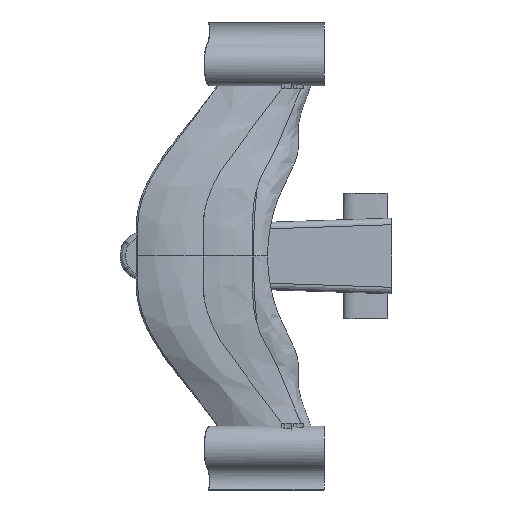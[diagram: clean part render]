
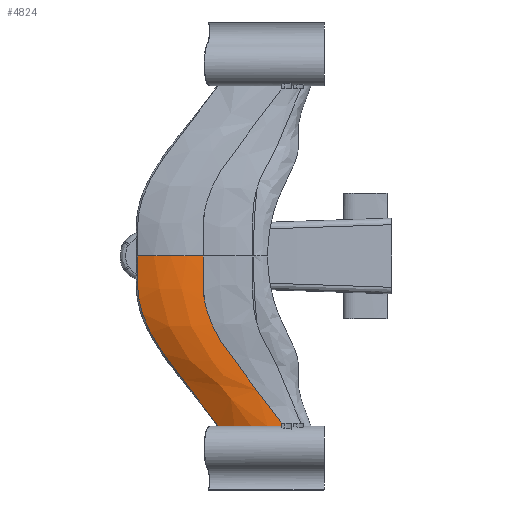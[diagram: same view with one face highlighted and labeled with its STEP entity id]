
A CAD part, front view. The second image highlights one B-rep face of the part: STEP entity #4824.
In plain terms, the highlighted free-form (B-spline) face has degree [3, 3] with [4, 6] control points.
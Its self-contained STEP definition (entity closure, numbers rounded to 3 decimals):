
#121 = EDGE_CURVE ( 'NONE', #10989, #3296, #9350, .T. ) ;
#172 = CARTESIAN_POINT ( 'NONE',  ( -536.306, 410.809, -650. ) ) ;
#283 = CARTESIAN_POINT ( 'NONE',  ( -413.071, 61.935, -650. ) ) ;
#364 = DIRECTION ( 'NONE',  ( 0., 0., 1. ) ) ;
#807 = CARTESIAN_POINT ( 'NONE',  ( -693.412, -5.231, -479.915 ) ) ;
#1001 = ORIENTED_EDGE ( 'NONE', *, *, #9435, .T. ) ;
#1056 = CARTESIAN_POINT ( 'NONE',  ( -810.071, -76.222, -312.752 ) ) ;
#1348 = CARTESIAN_POINT ( 'NONE',  ( -494.023, 33.339, -650. ) ) ;
#1425 = AXIS2_PLACEMENT_3D ( 'NONE', #7053, #364, #11594 ) ;
#1590 = CARTESIAN_POINT ( 'NONE',  ( -663.071, 63.202, -650. ) ) ;
#1653 = CARTESIAN_POINT ( 'NONE',  ( -721.038, -43.02, 0. ) ) ;
#1930 = CARTESIAN_POINT ( 'NONE',  ( -801.415, -73.219, -20.833 ) ) ;
#1935 = B_SPLINE_SURFACE_WITH_KNOTS ( 'NONE', 3, 3, ( 
 ( #7808, #2152, #8750, #3104, #9703, #4053 ),
 ( #11165, #1930, #11773, #1056, #2299, #1348 ),
 ( #4006, #4055, #7277, #5379, #807, #10223 ),
 ( #4519, #8338, #6367, #5459, #5499, #1590 ) ),
 .UNSPECIFIED., .F., .F., .F.,
 ( 4, 4 ),
 ( 4, 1, 1, 4 ),
 ( 0., 1. ),
 ( 0., 0.084, 0.168, 1. ),
 .UNSPECIFIED. ) ;
#2152 = CARTESIAN_POINT ( 'NONE',  ( -721.038, -43.02, -20.833 ) ) ;
#2299 = CARTESIAN_POINT ( 'NONE',  ( -605.03, -5.087, -479.902 ) ) ;
#2395 = ORIENTED_EDGE ( 'NONE', *, *, #5091, .T. ) ;
#2723 = CARTESIAN_POINT ( 'NONE',  ( -721.038, -43.02, -20.833 ) ) ;
#3104 = CARTESIAN_POINT ( 'NONE',  ( -729.719, -45.979, -312.753 ) ) ;
#3296 = VERTEX_POINT ( 'NONE', #4695 ) ;
#3390 = CARTESIAN_POINT ( 'NONE',  ( -970.522, -46.521, -62.35 ) ) ;
#3678 = CARTESIAN_POINT ( 'NONE',  ( -729.719, -45.979, -312.753 ) ) ;
#3745 = FACE_OUTER_BOUND ( 'NONE', #3749, .T. ) ;
#3749 = EDGE_LOOP ( 'NONE', ( #4896, #6967, #1001, #2395 ) ) ;
#3780 = B_SPLINE_CURVE_WITH_KNOTS ( 'NONE', 3,
 ( #9200, #5483, #3678, #10288, #2723, #1653 ),
 .UNSPECIFIED., .F., .F.,
 ( 4, 1, 1, 4 ),
 ( 0., 0.832, 0.916, 1. ),
 .UNSPECIFIED. ) ;
#4006 = CARTESIAN_POINT ( 'NONE',  ( -889.805, -74.522, 0. ) ) ;
#4053 = CARTESIAN_POINT ( 'NONE',  ( -413.071, 61.935, -650. ) ) ;
#4055 = CARTESIAN_POINT ( 'NONE',  ( -889.805, -74.522, -20.833 ) ) ;
#4496 = CARTESIAN_POINT ( 'NONE',  ( -663.071, 63.202, -650. ) ) ;
#4519 = CARTESIAN_POINT ( 'NONE',  ( -971.038, -46.705, 0. ) ) ;
#4540 = CARTESIAN_POINT ( 'NONE',  ( -663.071, 63.202, -650. ) ) ;
#4695 = CARTESIAN_POINT ( 'NONE',  ( -721.038, -43.02, 0. ) ) ;
#4824 = ADVANCED_FACE ( 'NONE', ( #3745 ), #1935, .T. ) ;
#4896 = ORIENTED_EDGE ( 'NONE', *, *, #121, .F. ) ;
#5091 = EDGE_CURVE ( 'NONE', #11135, #3296, #3780, .T. ) ;
#5369 = CARTESIAN_POINT ( 'NONE',  ( -971.038, -46.705, 0. ) ) ;
#5379 = CARTESIAN_POINT ( 'NONE',  ( -898.461, -77.576, -312.752 ) ) ;
#5419 = CIRCLE ( 'NONE', #10738, 370. ) ;
#5459 = CARTESIAN_POINT ( 'NONE',  ( -979.72, -49.804, -312.751 ) ) ;
#5483 = CARTESIAN_POINT ( 'NONE',  ( -524.084, 24.101, -479.89 ) ) ;
#5499 = CARTESIAN_POINT ( 'NONE',  ( -774.064, 23.59, -479.927 ) ) ;
#5736 = EDGE_CURVE ( 'NONE', #10989, #9787, #6544, .T. ) ;
#5823 = DIRECTION ( 'NONE',  ( 0., 0., 1. ) ) ;
#6367 = CARTESIAN_POINT ( 'NONE',  ( -970.522, -46.521, -62.35 ) ) ;
#6544 = B_SPLINE_CURVE_WITH_KNOTS ( 'NONE', 3,
 ( #10945, #10114, #3390, #12057, #10069, #4496 ),
 .UNSPECIFIED., .F., .F.,
 ( 4, 1, 1, 4 ),
 ( 0., 0.084, 0.168, 1. ),
 .UNSPECIFIED. ) ;
#6967 = ORIENTED_EDGE ( 'NONE', *, *, #5736, .T. ) ;
#7053 = CARTESIAN_POINT ( 'NONE',  ( -851.17, 303.34, 0. ) ) ;
#7277 = CARTESIAN_POINT ( 'NONE',  ( -889.291, -74.341, -62.35 ) ) ;
#7808 = CARTESIAN_POINT ( 'NONE',  ( -721.038, -43.02, 0. ) ) ;
#8338 = CARTESIAN_POINT ( 'NONE',  ( -971.038, -46.705, -20.833 ) ) ;
#8750 = CARTESIAN_POINT ( 'NONE',  ( -720.522, -42.845, -62.35 ) ) ;
#9200 = CARTESIAN_POINT ( 'NONE',  ( -413.071, 61.935, -650. ) ) ;
#9350 = CIRCLE ( 'NONE', #1425, 370. ) ;
#9435 = EDGE_CURVE ( 'NONE', #9787, #11135, #5419, .T. ) ;
#9570 = DIRECTION ( 'NONE',  ( 1., 0., 0. ) ) ;
#9703 = CARTESIAN_POINT ( 'NONE',  ( -524.084, 24.101, -479.89 ) ) ;
#9787 = VERTEX_POINT ( 'NONE', #4540 ) ;
#10069 = CARTESIAN_POINT ( 'NONE',  ( -774.064, 23.59, -479.927 ) ) ;
#10114 = CARTESIAN_POINT ( 'NONE',  ( -971.038, -46.705, -20.833 ) ) ;
#10223 = CARTESIAN_POINT ( 'NONE',  ( -582.412, 33.787, -650. ) ) ;
#10288 = CARTESIAN_POINT ( 'NONE',  ( -720.522, -42.845, -62.35 ) ) ;
#10738 = AXIS2_PLACEMENT_3D ( 'NONE', #172, #5823, #9570 ) ;
#10945 = CARTESIAN_POINT ( 'NONE',  ( -971.038, -46.705, 0. ) ) ;
#10989 = VERTEX_POINT ( 'NONE', #5369 ) ;
#11135 = VERTEX_POINT ( 'NONE', #283 ) ;
#11165 = CARTESIAN_POINT ( 'NONE',  ( -801.415, -73.219, 0. ) ) ;
#11594 = DIRECTION ( 'NONE',  ( 1., 0., 0. ) ) ;
#11773 = CARTESIAN_POINT ( 'NONE',  ( -800.901, -73.041, -62.35 ) ) ;
#12057 = CARTESIAN_POINT ( 'NONE',  ( -979.72, -49.804, -312.751 ) ) ;
